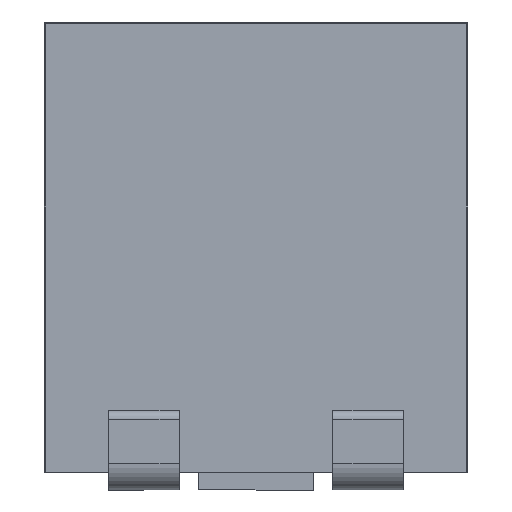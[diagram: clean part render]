
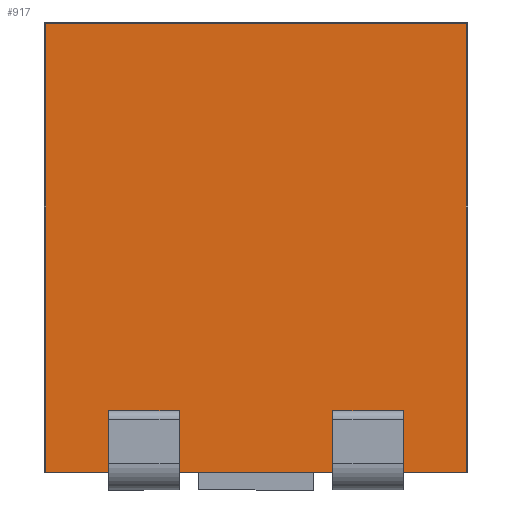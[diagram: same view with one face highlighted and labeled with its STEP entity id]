
A CAD part, front view. The second image highlights one B-rep face of the part: STEP entity #917.
In plain terms, the highlighted planar face has unit normal (0, -1, 0).
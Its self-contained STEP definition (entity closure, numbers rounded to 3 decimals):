
#61=PLANE($,#1019);
#117=FACE_OUTER_BOUND($,#176,.T.);
#176=EDGE_LOOP($,(#818,#819,#820,#821));
#263=LINE($,#1534,#351);
#264=LINE($,#1536,#352);
#270=LINE($,#1551,#358);
#272=LINE($,#1554,#360);
#351=VECTOR($,#1260,5.08);
#352=VECTOR($,#1263,4.76);
#358=VECTOR($,#1279,5.08);
#360=VECTOR($,#1283,4.76);
#458=VERTEX_POINT($,#1491);
#463=VERTEX_POINT($,#1504);
#471=VERTEX_POINT($,#1530);
#476=VERTEX_POINT($,#1549);
#586=EDGE_CURVE($,#463,#471,#263,.T.);
#587=EDGE_CURVE($,#458,#463,#264,.T.);
#595=EDGE_CURVE($,#476,#458,#270,.T.);
#597=EDGE_CURVE($,#476,#471,#272,.T.);
#818=ORIENTED_EDGE($,*,*,#586,.F.);
#819=ORIENTED_EDGE($,*,*,#587,.F.);
#820=ORIENTED_EDGE($,*,*,#595,.F.);
#821=ORIENTED_EDGE($,*,*,#597,.T.);
#917=ADVANCED_FACE($,(#117),#61,.T.);
#1019=AXIS2_PLACEMENT_3D($,#1553,#1281,#1282);
#1260=DIRECTION($,(0.,0.,-1.));
#1263=DIRECTION($,(1.,0.,0.));
#1279=DIRECTION($,(0.,0.,1.));
#1281=DIRECTION('center_axis',(0.,-1.,0.));
#1282=DIRECTION('ref_axis',(0.,0.,1.));
#1283=DIRECTION($,(1.,0.,0.));
#1491=CARTESIAN_POINT('',(-2.38,-1.75,5.28));
#1504=CARTESIAN_POINT('',(2.38,-1.75,5.28));
#1530=CARTESIAN_POINT('',(2.38,-1.75,0.2));
#1534=CARTESIAN_POINT($,(2.38,-1.75,0.2));
#1536=CARTESIAN_POINT($,(1.2,-1.75,5.28));
#1549=CARTESIAN_POINT('',(-2.38,-1.75,0.2));
#1551=CARTESIAN_POINT($,(-2.38,-1.75,0.2));
#1553=CARTESIAN_POINT('Origin',(2.4,-1.75,0.2));
#1554=CARTESIAN_POINT($,(-2.4,-1.75,0.2));
